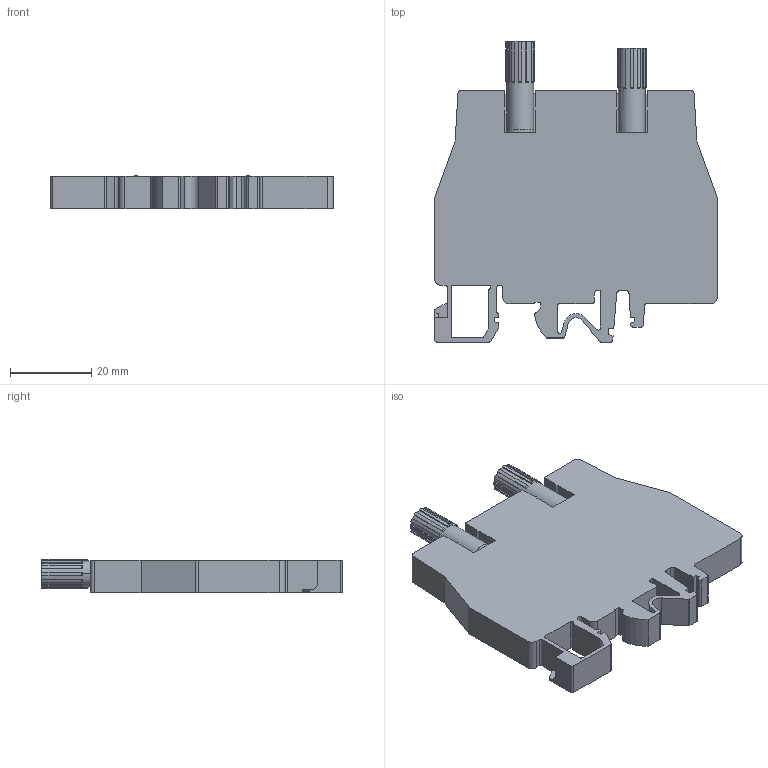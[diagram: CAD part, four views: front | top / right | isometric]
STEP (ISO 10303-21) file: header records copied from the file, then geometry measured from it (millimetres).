
FILE_DESCRIPTION(('Creo Elements/Direct Modeling STEP Export'),'2;1');
FILE_NAME('SCB.6-CD.stp','2012-02-13T14:15:03',(''),(''),'Creo Elements/Direct Modeling STEP processor for AP214 (Solid Model)','Creo Elements/Direct Modeling 17.0C 05-Feb-2011 (C) Parametric Technology GmbH','');
FILE_SCHEMA(('AUTOMOTIVE_DESIGN { 1 0 10303 214 1 1 1 1 }'));
Length unit declared in the file: millimetre
Products named in the file (1): SCB.6-CD
Bounding box: 69.5 x 73.9 x 8.2 mm (x, y, z)
Volume: 27940.8 mm3; surface area: 12793 mm2
Topology: 1 solids, 1 shells, 447 faces, 1526 edges, 1012 vertices
Faces by surface type: plane 328, cylinder 82, cone 37
Entity records: 18470 total; most frequent: CARTESIAN_POINT 5039, ORIENTED_EDGE 3044, DIRECTION 2077, EDGE_CURVE 1522, VERTEX_POINT 1012, VECTOR 941, LINE 941, AXIS2_PLACEMENT_3D 568
